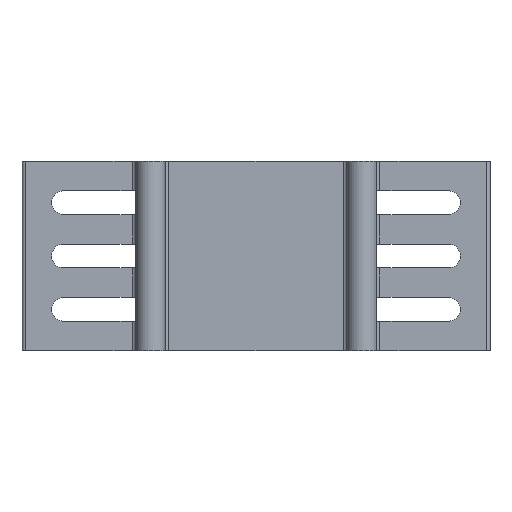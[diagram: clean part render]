
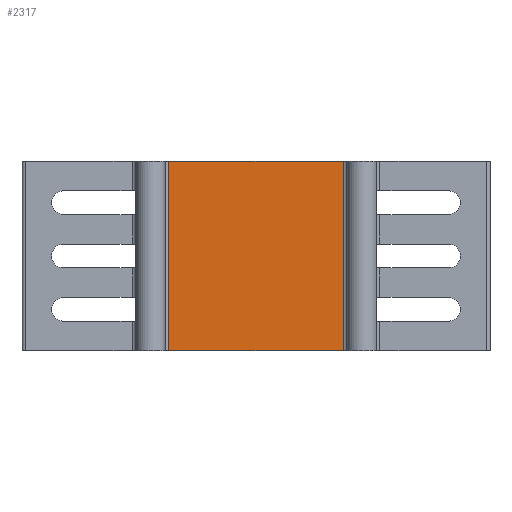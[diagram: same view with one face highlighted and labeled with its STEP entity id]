
A CAD part, front view. The second image highlights one B-rep face of the part: STEP entity #2317.
In plain terms, the highlighted planar face has unit normal (0, -1, 0).
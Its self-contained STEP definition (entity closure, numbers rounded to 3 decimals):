
#57 = VERTEX_POINT ( 'NONE', #200 ) ;
#131 = CARTESIAN_POINT ( 'NONE',  ( 3.742, 8.917, 4.064 ) ) ;
#150 = AXIS2_PLACEMENT_3D ( 'NONE', #1184, #195, #1707 ) ;
#195 = DIRECTION ( 'NONE',  ( 0., 1., 0. ) ) ;
#200 = CARTESIAN_POINT ( 'NONE',  ( -3.742, 8.917, -4.064 ) ) ;
#277 = DIRECTION ( 'NONE',  ( 0., 0., -1. ) ) ;
#299 = LINE ( 'NONE', #998, #372 ) ;
#372 = VECTOR ( 'NONE', #2233, 1000. ) ;
#477 = ORIENTED_EDGE ( 'NONE', *, *, #2459, .T. ) ;
#998 = CARTESIAN_POINT ( 'NONE',  ( -3.742, 8.917, 4.064 ) ) ;
#1003 = EDGE_LOOP ( 'NONE', ( #477, #3203, #2223, #1833 ) ) ;
#1177 = FACE_OUTER_BOUND ( 'NONE', #1003, .T. ) ;
#1184 = CARTESIAN_POINT ( 'NONE',  ( -3.742, 8.917, 4.064 ) ) ;
#1269 = EDGE_CURVE ( 'NONE', #2390, #2033, #299, .T. ) ;
#1316 = LINE ( 'NONE', #2352, #1640 ) ;
#1498 = EDGE_CURVE ( 'NONE', #2390, #57, #1793, .T. ) ;
#1640 = VECTOR ( 'NONE', #2108, 1000. ) ;
#1707 = DIRECTION ( 'NONE',  ( -1., 0., 0. ) ) ;
#1710 = VECTOR ( 'NONE', #277, 1000. ) ;
#1735 = CARTESIAN_POINT ( 'NONE',  ( -3.742, 8.917, 4.064 ) ) ;
#1793 = LINE ( 'NONE', #2494, #1710 ) ;
#1833 = ORIENTED_EDGE ( 'NONE', *, *, #1498, .T. ) ;
#2033 = VERTEX_POINT ( 'NONE', #131 ) ;
#2108 = DIRECTION ( 'NONE',  ( 0., 0., -1. ) ) ;
#2223 = ORIENTED_EDGE ( 'NONE', *, *, #1269, .F. ) ;
#2232 = DIRECTION ( 'NONE',  ( 1., 0., 0. ) ) ;
#2233 = DIRECTION ( 'NONE',  ( 1., 0., 0. ) ) ;
#2253 = CARTESIAN_POINT ( 'NONE',  ( -3.742, 8.917, -4.064 ) ) ;
#2317 = ADVANCED_FACE ( 'NONE', ( #1177 ), #2720, .F. ) ;
#2338 = CARTESIAN_POINT ( 'NONE',  ( 3.742, 8.917, -4.064 ) ) ;
#2352 = CARTESIAN_POINT ( 'NONE',  ( 3.742, 8.917, 4.064 ) ) ;
#2383 = VECTOR ( 'NONE', #2232, 1000. ) ;
#2390 = VERTEX_POINT ( 'NONE', #1735 ) ;
#2459 = EDGE_CURVE ( 'NONE', #57, #2661, #3068, .T. ) ;
#2494 = CARTESIAN_POINT ( 'NONE',  ( -3.742, 8.917, 4.064 ) ) ;
#2642 = EDGE_CURVE ( 'NONE', #2033, #2661, #1316, .T. ) ;
#2661 = VERTEX_POINT ( 'NONE', #2338 ) ;
#2720 = PLANE ( 'NONE',  #150 ) ;
#3068 = LINE ( 'NONE', #2253, #2383 ) ;
#3203 = ORIENTED_EDGE ( 'NONE', *, *, #2642, .F. ) ;
